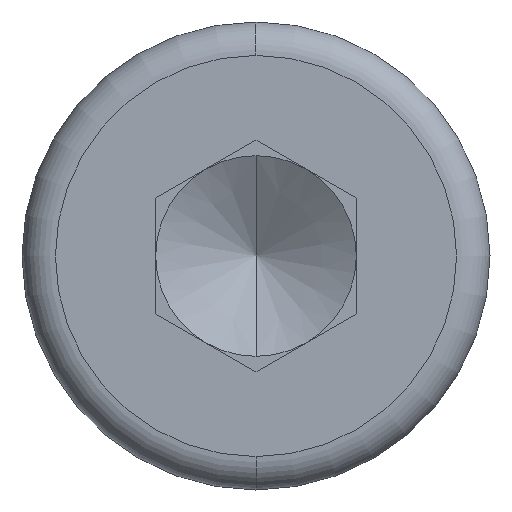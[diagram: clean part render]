
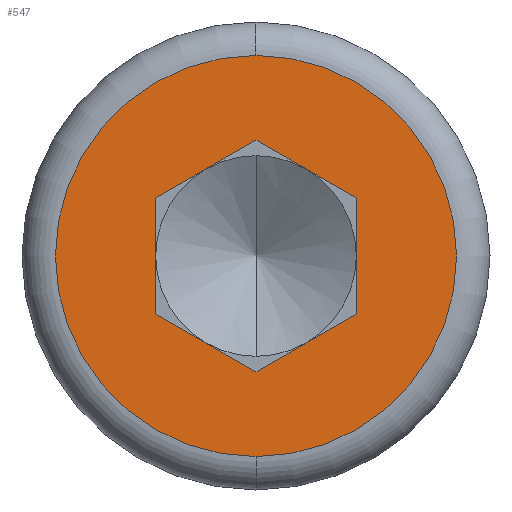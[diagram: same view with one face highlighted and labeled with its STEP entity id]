
A CAD part, left-side view. The second image highlights one B-rep face of the part: STEP entity #547.
In plain terms, the highlighted planar face has unit normal (-1, 0, 0).
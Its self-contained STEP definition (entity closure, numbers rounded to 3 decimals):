
#26 = CARTESIAN_POINT ( 'NONE',  ( 0., 0., -1.732 ) ) ;
#33 = VERTEX_POINT ( 'NONE', #258 ) ;
#39 = CARTESIAN_POINT ( 'NONE',  ( 0., 0., 0. ) ) ;
#43 = AXIS2_PLACEMENT_3D ( 'NONE', #621, #265, #83 ) ;
#56 = ORIENTED_EDGE ( 'NONE', *, *, #747, .T. ) ;
#60 = CARTESIAN_POINT ( 'NONE',  ( 0., 0., 1.732 ) ) ;
#72 = VERTEX_POINT ( 'NONE', #327 ) ;
#82 = ORIENTED_EDGE ( 'NONE', *, *, #137, .T. ) ;
#83 = DIRECTION ( 'NONE',  ( 0., 1., 0. ) ) ;
#88 = DIRECTION ( 'NONE',  ( 0., 0., -1. ) ) ;
#124 = VECTOR ( 'NONE', #254, 1000. ) ;
#134 = CARTESIAN_POINT ( 'NONE',  ( 0., 0., 0. ) ) ;
#135 = VECTOR ( 'NONE', #277, 1000. ) ;
#137 = EDGE_CURVE ( 'NONE', #168, #509, #400, .T. ) ;
#152 = DIRECTION ( 'NONE',  ( 0., 0.866, 0.5 ) ) ;
#168 = VERTEX_POINT ( 'NONE', #640 ) ;
#175 = ORIENTED_EDGE ( 'NONE', *, *, #552, .T. ) ;
#194 = DIRECTION ( 'NONE',  ( -1., 0., 0. ) ) ;
#212 = LINE ( 'NONE', #340, #135 ) ;
#244 = ORIENTED_EDGE ( 'NONE', *, *, #586, .T. ) ;
#254 = DIRECTION ( 'NONE',  ( 0., 0.866, -0.5 ) ) ;
#258 = CARTESIAN_POINT ( 'NONE',  ( 0., 0., 3. ) ) ;
#260 = AXIS2_PLACEMENT_3D ( 'NONE', #134, #540, #374 ) ;
#265 = DIRECTION ( 'NONE',  ( 1., 0., 0. ) ) ;
#273 = EDGE_CURVE ( 'NONE', #501, #33, #594, .T. ) ;
#277 = DIRECTION ( 'NONE',  ( 0., 0., -1. ) ) ;
#296 = AXIS2_PLACEMENT_3D ( 'NONE', #39, #194, #88 ) ;
#299 = VECTOR ( 'NONE', #533, 1000. ) ;
#319 = CARTESIAN_POINT ( 'NONE',  ( 0., -1.5, -0.866 ) ) ;
#327 = CARTESIAN_POINT ( 'NONE',  ( 0., 0., 1.732 ) ) ;
#340 = CARTESIAN_POINT ( 'NONE',  ( 0., -1.5, 0.866 ) ) ;
#352 = CARTESIAN_POINT ( 'NONE',  ( 0., 1.5, -0.866 ) ) ;
#361 = EDGE_CURVE ( 'NONE', #72, #492, #589, .T. ) ;
#374 = DIRECTION ( 'NONE',  ( 0., 0., -1. ) ) ;
#380 = PLANE ( 'NONE',  #43 ) ;
#385 = LINE ( 'NONE', #319, #124 ) ;
#389 = EDGE_LOOP ( 'NONE', ( #175, #727, #82, #56, #460, #437 ) ) ;
#400 = LINE ( 'NONE', #352, #299 ) ;
#411 = EDGE_CURVE ( 'NONE', #598, #168, #709, .T. ) ;
#428 = VECTOR ( 'NONE', #152, 1000. ) ;
#437 = ORIENTED_EDGE ( 'NONE', *, *, #720, .T. ) ;
#449 = VERTEX_POINT ( 'NONE', #736 ) ;
#454 = CARTESIAN_POINT ( 'NONE',  ( 0., 0., -1.732 ) ) ;
#460 = ORIENTED_EDGE ( 'NONE', *, *, #361, .T. ) ;
#488 = CARTESIAN_POINT ( 'NONE',  ( 0., 1.5, 0.866 ) ) ;
#492 = VERTEX_POINT ( 'NONE', #546 ) ;
#501 = VERTEX_POINT ( 'NONE', #560 ) ;
#509 = VERTEX_POINT ( 'NONE', #488 ) ;
#514 = LINE ( 'NONE', #750, #568 ) ;
#533 = DIRECTION ( 'NONE',  ( 0., 0., 1. ) ) ;
#540 = DIRECTION ( 'NONE',  ( -1., 0., 0. ) ) ;
#546 = CARTESIAN_POINT ( 'NONE',  ( 0., -1.5, 0.866 ) ) ;
#547 = ADVANCED_FACE ( 'NONE', ( #679, #610 ), #380, .F. ) ;
#552 = EDGE_CURVE ( 'NONE', #449, #598, #385, .T. ) ;
#560 = CARTESIAN_POINT ( 'NONE',  ( 0., 0., -3. ) ) ;
#567 = VECTOR ( 'NONE', #591, 1000. ) ;
#568 = VECTOR ( 'NONE', #593, 1000. ) ;
#586 = EDGE_CURVE ( 'NONE', #33, #501, #657, .T. ) ;
#589 = LINE ( 'NONE', #60, #567 ) ;
#591 = DIRECTION ( 'NONE',  ( 0., -0.866, -0.5 ) ) ;
#593 = DIRECTION ( 'NONE',  ( 0., -0.866, 0.5 ) ) ;
#594 = CIRCLE ( 'NONE', #260, 3. ) ;
#598 = VERTEX_POINT ( 'NONE', #26 ) ;
#610 = FACE_OUTER_BOUND ( 'NONE', #734, .T. ) ;
#621 = CARTESIAN_POINT ( 'NONE',  ( 0., 0., 0. ) ) ;
#640 = CARTESIAN_POINT ( 'NONE',  ( 0., 1.5, -0.866 ) ) ;
#657 = CIRCLE ( 'NONE', #296, 3. ) ;
#679 = FACE_BOUND ( 'NONE', #389, .T. ) ;
#709 = LINE ( 'NONE', #454, #428 ) ;
#720 = EDGE_CURVE ( 'NONE', #492, #449, #212, .T. ) ;
#727 = ORIENTED_EDGE ( 'NONE', *, *, #411, .T. ) ;
#734 = EDGE_LOOP ( 'NONE', ( #742, #244 ) ) ;
#736 = CARTESIAN_POINT ( 'NONE',  ( 0., -1.5, -0.866 ) ) ;
#742 = ORIENTED_EDGE ( 'NONE', *, *, #273, .T. ) ;
#747 = EDGE_CURVE ( 'NONE', #509, #72, #514, .T. ) ;
#750 = CARTESIAN_POINT ( 'NONE',  ( 0., 1.5, 0.866 ) ) ;
